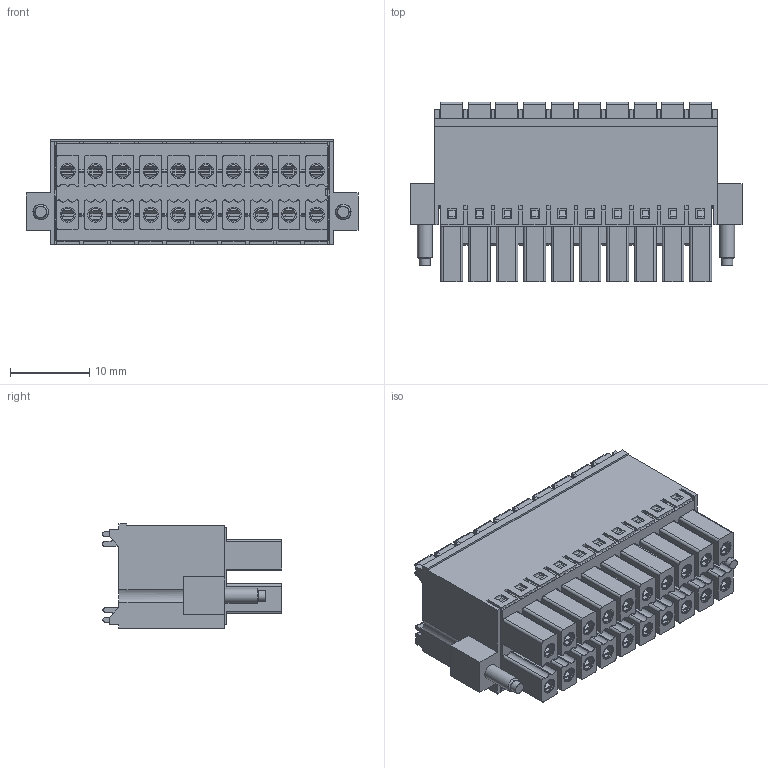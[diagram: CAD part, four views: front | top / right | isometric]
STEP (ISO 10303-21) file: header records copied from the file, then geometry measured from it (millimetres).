
FILE_DESCRIPTION(/* description */ ('Unknown'),/* implementation_level */ '2;1');
FILE_NAME(/* name */ '69137913020',/* time_stamp */ '2024-12-02T14:17:29+01:00',/* author */ ('Unknown'),/* organization */ ('Unknown'),/* preprocessor_version */ 'ST-DEVELOPER v19.4',/* originating_system */ 'Solid Edge',/* authorisation */ 'Unknown');
FILE_SCHEMA (('AUTOMOTIVE_DESIGN {1 0 10303 214 3 1 1}'));
Length unit declared in the file: millimetre
Products named in the file (8): 6913791300xx; 691379130020; 691379130020-2; 6913791300xx_Terminal Lever; 6913791300xx_Contact; 6913791300xx_Contact part 1; 6913791300xx_Contact part 2; 6913791300xx_Vis-Flange
Assembly tree (46 placements, depth 3):
  6913791300xx
    691379130020
    691379130020-2
    6913791300xx_Terminal Lever  x20
    6913791300xx_Contact  x20
      6913791300xx_Contact part 1
      6913791300xx_Contact part 2
    6913791300xx_Vis-Flange  x2
Bounding box: 42 x 22.7 x 13.25 mm (x, y, z)
Volume: 4842 mm3; surface area: 18584.3 mm2
Topology: 64 solids, 64 shells, 4761 faces, 13497 edges, 8876 vertices
Faces by surface type: plane 3342, cylinder 1311, bspline 100, torus 6, cone 2
Full cylindrical faces by diameter (mm): 1.4 x2, 1.6 x20, 1.9 x22, 2 x2, 2.8 x2, 2.9 x2, 3 x20
Entity records: 57573 total; most frequent: CARTESIAN_POINT 11261, ORIENTED_EDGE 9812, DIRECTION 8933, EDGE_CURVE 4906, LINE 4243, VECTOR 4243, VERTEX_POINT 3253, AXIS2_PLACEMENT_3D 2345
